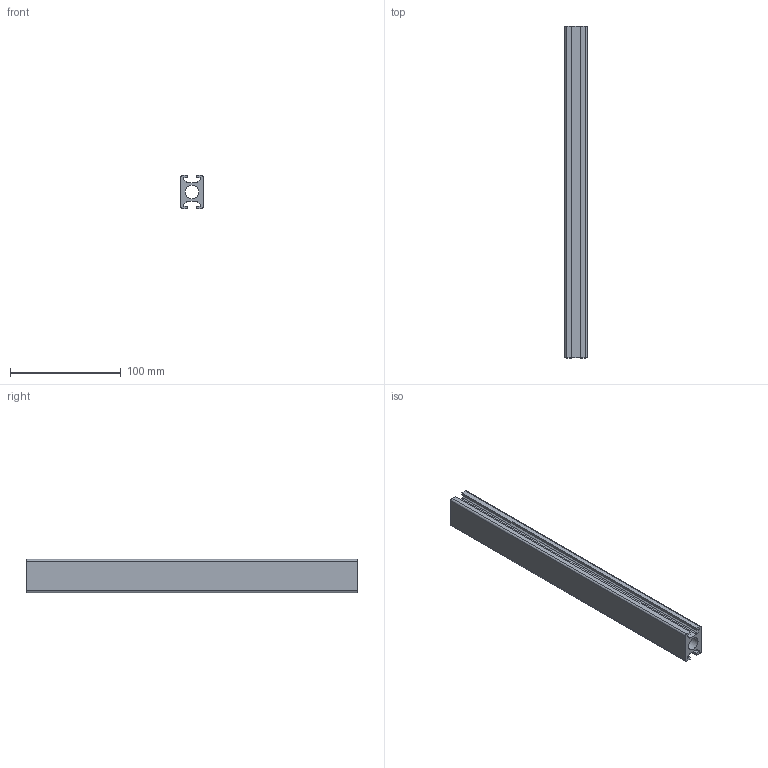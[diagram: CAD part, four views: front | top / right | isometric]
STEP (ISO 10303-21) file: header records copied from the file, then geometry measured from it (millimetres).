
FILE_DESCRIPTION (( 'STEP AP214' ), '1' );
FILE_NAME ('1728065076814.step', '2024-10-04T18:04:38', ( 'Windows User' ), ( '' ), 'SwSTEP 2.0', 'SolidWorks 2011', '' );
FILE_SCHEMA (( 'AUTOMOTIVE_DESIGN' ));
Length unit declared in the file: millimetre
Products named in the file (2): 1.11.020030.24SPx300.00(1); 1728065076814
Assembly tree (1 placements, depth 2):
  1728065076814
    1.11.020030.24SPx300.00(1)
Bounding box: 20 x 300 x 30 mm (x, y, z)
Volume: 100099.1 mm3; surface area: 55501.6 mm2
Topology: 1 solids, 1 shells, 38 faces, 108 edges, 72 vertices
Faces by surface type: plane 22, cylinder 16
Entity records: 1314 total; most frequent: DIRECTION 224, CARTESIAN_POINT 222, ORIENTED_EDGE 216, EDGE_CURVE 108, VECTOR 76, LINE 76, AXIS2_PLACEMENT_3D 74, VERTEX_POINT 72
